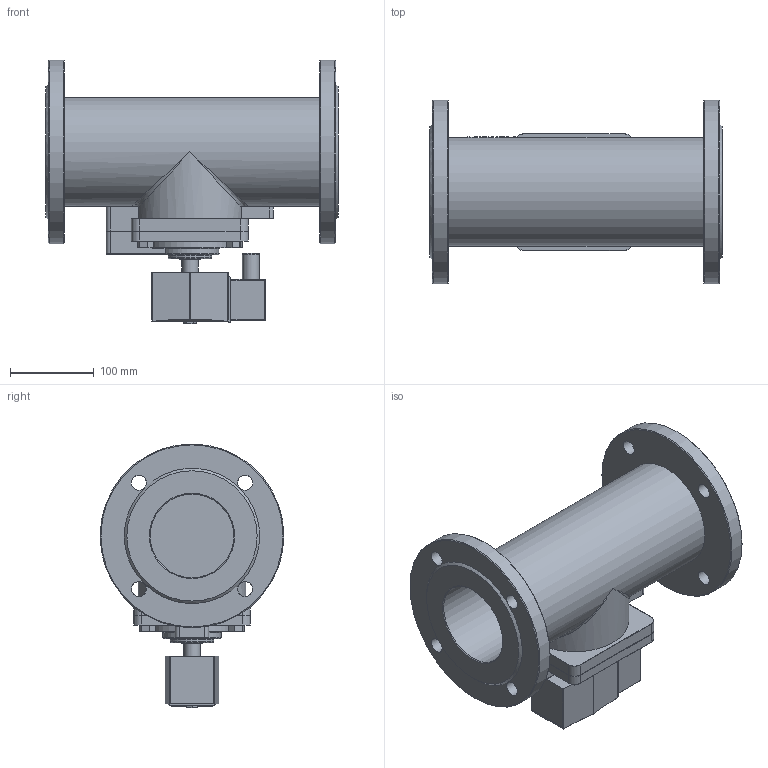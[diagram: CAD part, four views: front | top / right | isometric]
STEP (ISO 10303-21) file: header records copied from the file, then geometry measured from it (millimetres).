
FILE_DESCRIPTION(/* description */ (''),/* implementation_level */ '2;1');
FILE_NAME(/* name */ 'DN100_3D_STEP.stp',/* time_stamp */ '2023-12-26T18:12:11+03:00',/* author */ ('igorr'),/* organization */ (''),/* preprocessor_version */ 'ST-DEVELOPER v19.2',/* originating_system */ 'Autodesk Inventor 2023',/* authorisation */ '');
FILE_SCHEMA (('AUTOMOTIVE_DESIGN { 1 0 10303 214 3 1 1 }'));
Length unit declared in the file: millimetre
Products named in the file (1): Деталь1
Bounding box: 350 x 220 x 316 mm (x, y, z)
Volume: 4388671.7 mm3; surface area: 484484 mm2
Topology: 1 solids, 1 shells, 368 faces, 939 edges, 584 vertices
Faces by surface type: plane 173, cylinder 121, bspline 35, torus 31, cone 8
Full cylindrical faces by diameter (mm): 18 x8, 20 x2, 31.813 x1, 51.872 x1, 100 x2, 130 x1, 220 x2
Entity records: 12521 total; most frequent: CARTESIAN_POINT 3142, DIRECTION 1884, ORIENTED_EDGE 1862, EDGE_CURVE 931, AXIS2_PLACEMENT_3D 687, VERTEX_POINT 584, LINE 510, VECTOR 510
